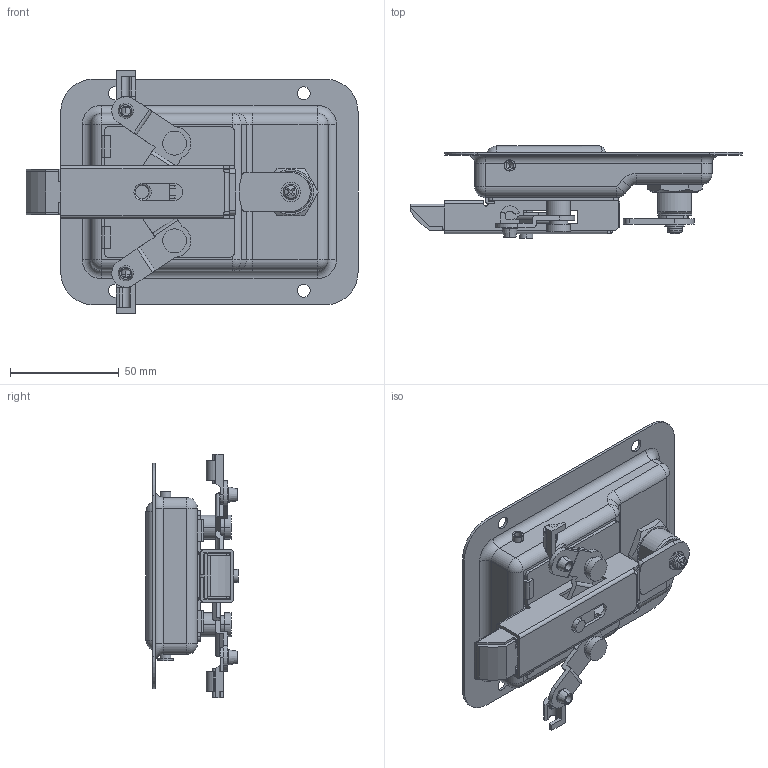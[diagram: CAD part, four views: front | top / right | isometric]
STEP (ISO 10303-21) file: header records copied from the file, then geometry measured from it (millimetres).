
FILE_DESCRIPTION (( 'STEP AP203' ), '1' );
FILE_NAME ('A-1882-A-1.STEP', '2020-02-10T06:30:03', ( '' ), ( '' ), 'SwSTEP 2.0', 'SolidWorks 2018', '' );
FILE_SCHEMA (( 'CONFIG_CONTROL_DESIGN' ));
Length unit declared in the file: millimetre
Products named in the file (25): A-1882-A-1_C-178梡M19僫僢僩_; A-1882-A-1_アームスペーサー_; A-1882-A-1_T0230儘乕僞乕_岞奐梡__T儘乕僞乕; A-1882-A-1_本体_; A-1882-A-1_儔僢僠B_; A-1882-A-1; A-1882-A-1_ハンドル_; A-1882-A-1_C-178梡90亱僇儉_; A-1882-A-1_十字穴付小ねじ_内径基準ver1.02__M4x7十字穴付なべ小ねじ(SUS); A-1882-A-1_儔僢僠A_; A-1882-A-1_ロックプレート_; A-1882-A-1_ラッチケース_; A-1882-A-1_ラッチガイド_; A-1882-A-1_C-178Assy_; A-1882-A-1_儔僢僠傾乕儉R_; A-1882-A-1_AC-25-Q-14__公開用; A-1882-A-1_儔僢僠C_; A-1882-A-1_儔僢僠Assy_; A-1882-A-1_C-178用キャップ_; A-1882-A-1_ラッチシャフト_; A-1882-A-1_ハンドルシャフト_; A-1882-A-1_儔僢僠傾乕儉L_; A-1882-A-1_C-178用M4小PW_; A-1882-A-1_C-178—pM4SW_; A-1882-A-1_C-178用ハウジング_
Assembly tree (26 placements, depth 3):
  A-1882-A-1
    A-1882-A-1_本体_
    A-1882-A-1_ハンドル_
    A-1882-A-1_ハンドルシャフト_
    A-1882-A-1_ラッチケース_
    A-1882-A-1_ラッチガイド_
    A-1882-A-1_儔僢僠傾乕儉R_
    A-1882-A-1_儔僢僠傾乕儉L_
    A-1882-A-1_アームスペーサー_  x2
    A-1882-A-1_ラッチシャフト_
    A-1882-A-1_儔僢僠Assy_
      A-1882-A-1_儔僢僠A_
      A-1882-A-1_儔僢僠B_
      A-1882-A-1_儔僢僠C_
    A-1882-A-1_C-178Assy_
      A-1882-A-1_C-178用ハウジング_
      A-1882-A-1_C-178用キャップ_
      A-1882-A-1_T0230儘乕僞乕_岞奐梡__T儘乕僞乕
      A-1882-A-1_C-178梡M19僫僢僩_
      A-1882-A-1_十字穴付小ねじ_内径基準ver1.02__M4x7十字穴付なべ小ねじ(SUS)
      A-1882-A-1_ロックプレート_
      A-1882-A-1_C-178梡90亱僇儉_
      A-1882-A-1_C-178—pM4SW_
      A-1882-A-1_C-178用M4小PW_
    A-1882-A-1_AC-25-Q-14__公開用  x2
Bounding box: 153 x 42.4 x 112.35 mm (x, y, z)
Volume: 98924.8 mm3; surface area: 90950.3 mm2
Topology: 24 solids, 24 shells, 822 faces, 2123 edges, 1349 vertices
Faces by surface type: plane 413, cylinder 331, torus 30, cone 28, sphere 16, bspline 4
Entity records: 26941 total; most frequent: CARTESIAN_POINT 4661, DIRECTION 4261, ORIENTED_EDGE 3986, EDGE_CURVE 1993, AXIS2_PLACEMENT_3D 1511, VERTEX_POINT 1277, LINE 1239, VECTOR 1239
